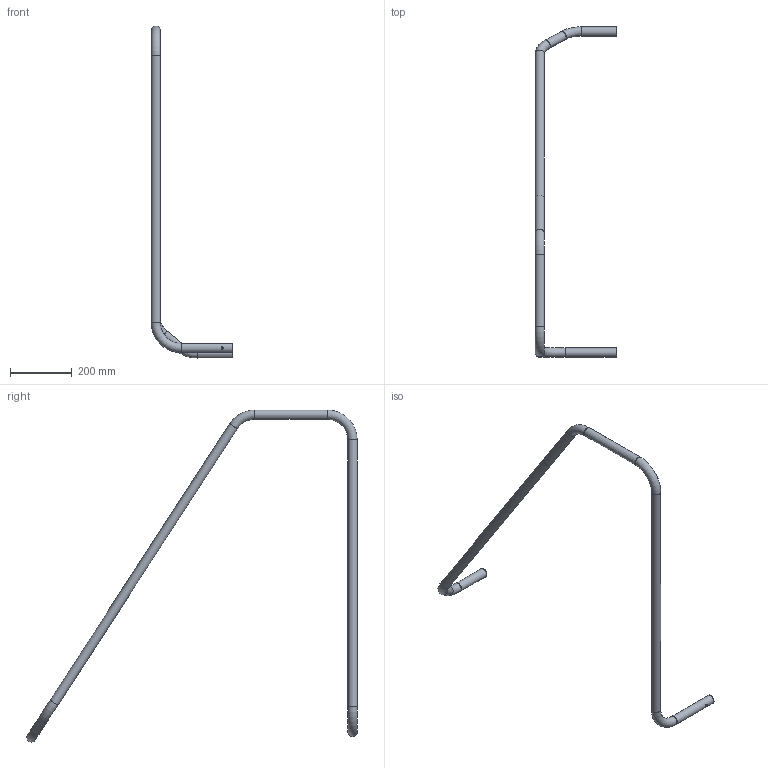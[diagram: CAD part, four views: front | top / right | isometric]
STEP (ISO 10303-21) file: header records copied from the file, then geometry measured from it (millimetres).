
FILE_DESCRIPTION(/* description */ (''),/* implementation_level */ '2;1');
FILE_NAME(/* name */ 'Rura strona prawaT7.stp',/* time_stamp */ '2024-02-01T08:24:58+01:00',/* author */ ('mikolajwojciechowski'),/* organization */ (''),/* preprocessor_version */ 'ST-DEVELOPER v18',/* originating_system */ 'Autodesk Inventor 2020',/* authorisation */ '');
FILE_SCHEMA (('CONFIG_CONTROL_DESIGN'));
Length unit declared in the file: millimetre
Products named in the file (1): Rura strona lewa T7
Bounding box: 265 x 1069.98 x 1075.48 mm (x, y, z)
Volume: 526331.8 mm3; surface area: 526728.6 mm2
Topology: 1 solids, 1 shells, 26 faces, 78 edges, 53 vertices
Faces by surface type: cylinder 14, torus 10, plane 2
Full cylindrical faces by diameter (mm): 7 x1, 26 x7, 30 x6
Entity records: 1061 total; most frequent: CARTESIAN_POINT 227, DIRECTION 187, ORIENTED_EDGE 156, AXIS2_PLACEMENT_3D 86, EDGE_CURVE 78, CIRCLE 59, VERTEX_POINT 53, EDGE_LOOP 29
